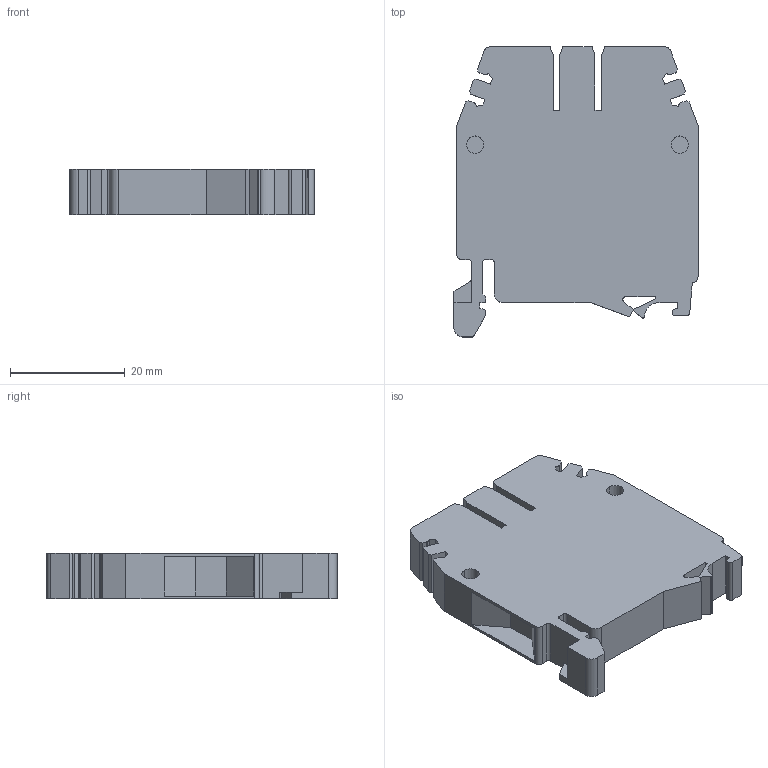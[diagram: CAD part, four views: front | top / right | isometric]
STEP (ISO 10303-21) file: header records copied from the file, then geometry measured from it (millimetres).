
FILE_DESCRIPTION(('OneSpaceDesigner STEP Export'),'2;1');
FILE_NAME('CBC.6.stp','2008-06-11T 9:35:20',(''),(''),'OneSpace Designer STEP processor for AP214 (Solid Model)','OneSpace Modeling 15.50 10-Aug-2007 (C) CoCreate Software GmbH','');
FILE_SCHEMA(('AUTOMOTIVE_DESIGN { 1 0 10303 214 1 1 1 1 }'));
Length unit declared in the file: millimetre
Products named in the file (2): CBC.6
Assembly tree (1 placements, depth 2):
  CBC.6
    CBC.6
Bounding box: 42.5 x 50.5 x 8 mm (x, y, z)
Volume: 12889.8 mm3; surface area: 6465.9 mm2
Topology: 1 solids, 1 shells, 126 faces, 356 edges, 238 vertices
Faces by surface type: plane 97, cylinder 29
Entity records: 3965 total; most frequent: ORIENTED_EDGE 712, CARTESIAN_POINT 693, DIRECTION 619, EDGE_CURVE 356, VECTOR 291, LINE 291, VERTEX_POINT 238, AXIS2_PLACEMENT_3D 164
